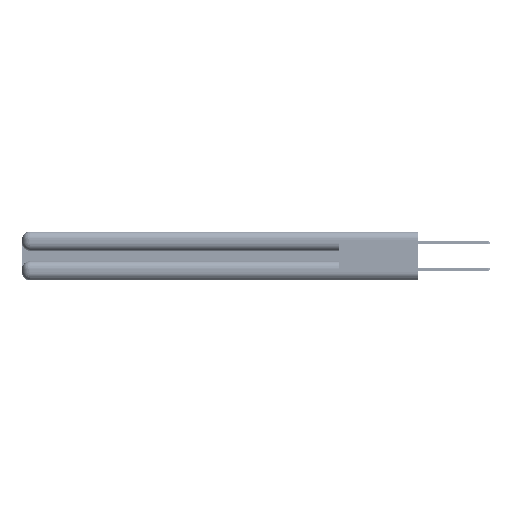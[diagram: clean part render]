
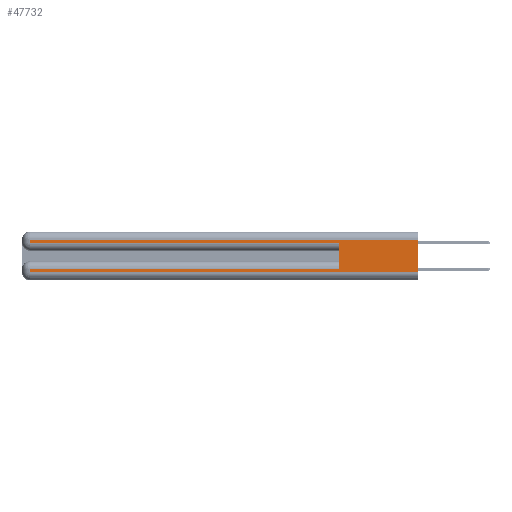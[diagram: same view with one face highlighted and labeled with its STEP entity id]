
A CAD part, left-side view. The second image highlights one B-rep face of the part: STEP entity #47732.
In plain terms, the highlighted planar face has unit normal (-1, 0, 0).
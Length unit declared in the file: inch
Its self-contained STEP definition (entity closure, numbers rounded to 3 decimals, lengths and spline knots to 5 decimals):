
#863 = VECTOR ( 'NONE', #50754, 39.37008 ) ;
#1027 = LINE ( 'NONE', #50807, #24754 ) ;
#1592 = DIRECTION ( 'NONE',  ( 0., -1., 0. ) ) ;
#2145 = PLANE ( 'NONE',  #4316 ) ;
#4258 = LINE ( 'NONE', #26033, #26670 ) ;
#4316 = AXIS2_PLACEMENT_3D ( 'NONE', #6368, #35816, #10599 ) ;
#4607 = VERTEX_POINT ( 'NONE', #18923 ) ;
#5083 = ORIENTED_EDGE ( 'NONE', *, *, #24814, .T. ) ;
#6368 = CARTESIAN_POINT ( 'NONE',  ( 0., 0., 0.37 ) ) ;
#7692 = CARTESIAN_POINT ( 'NONE',  ( 0., 2.94, 0.37 ) ) ;
#7990 = ORIENTED_EDGE ( 'NONE', *, *, #41727, .F. ) ;
#8643 = VERTEX_POINT ( 'NONE', #19200 ) ;
#9049 = VERTEX_POINT ( 'NONE', #52206 ) ;
#10599 = DIRECTION ( 'NONE',  ( 0., 0., -1. ) ) ;
#10946 = VECTOR ( 'NONE', #28876, 39.37008 ) ;
#14809 = EDGE_CURVE ( 'NONE', #24734, #22708, #20868, .T. ) ;
#16878 = CARTESIAN_POINT ( 'NONE',  ( 0., 0., 0.06 ) ) ;
#17328 = EDGE_LOOP ( 'NONE', ( #30498, #22759, #28740, #30369, #7990, #26153, #22861, #5083 ) ) ;
#17708 = VERTEX_POINT ( 'NONE', #46395 ) ;
#17901 = EDGE_CURVE ( 'NONE', #17708, #9049, #4258, .T. ) ;
#17974 = VERTEX_POINT ( 'NONE', #47651 ) ;
#18923 = CARTESIAN_POINT ( 'NONE',  ( 0., 0.6, 0.285 ) ) ;
#19200 = CARTESIAN_POINT ( 'NONE',  ( 0., 2.94, 0.06 ) ) ;
#19205 = LINE ( 'NONE', #46213, #51395 ) ;
#20868 = LINE ( 'NONE', #53965, #10946 ) ;
#22497 = EDGE_CURVE ( 'NONE', #17974, #4607, #34135, .T. ) ;
#22708 = VERTEX_POINT ( 'NONE', #41503 ) ;
#22759 = ORIENTED_EDGE ( 'NONE', *, *, #14809, .T. ) ;
#22861 = ORIENTED_EDGE ( 'NONE', *, *, #42992, .T. ) ;
#23644 = LINE ( 'NONE', #7692, #44637 ) ;
#24734 = VERTEX_POINT ( 'NONE', #29424 ) ;
#24754 = VECTOR ( 'NONE', #29921, 39.37008 ) ;
#24814 = EDGE_CURVE ( 'NONE', #8643, #27832, #30010, .T. ) ;
#26033 = CARTESIAN_POINT ( 'NONE',  ( 0., 0., 0.085 ) ) ;
#26153 = ORIENTED_EDGE ( 'NONE', *, *, #17901, .T. ) ;
#26670 = VECTOR ( 'NONE', #38870, 39.37008 ) ;
#27144 = FACE_OUTER_BOUND ( 'NONE', #17328, .T. ) ;
#27832 = VERTEX_POINT ( 'NONE', #41971 ) ;
#28740 = ORIENTED_EDGE ( 'NONE', *, *, #45529, .T. ) ;
#28876 = DIRECTION ( 'NONE',  ( 0., 1., 0. ) ) ;
#29424 = CARTESIAN_POINT ( 'NONE',  ( 0., 0., 0.31 ) ) ;
#29921 = DIRECTION ( 'NONE',  ( 0., 0., -1. ) ) ;
#30010 = LINE ( 'NONE', #16878, #39826 ) ;
#30369 = ORIENTED_EDGE ( 'NONE', *, *, #22497, .T. ) ;
#30498 = ORIENTED_EDGE ( 'NONE', *, *, #33031, .F. ) ;
#33031 = EDGE_CURVE ( 'NONE', #24734, #27832, #44276, .T. ) ;
#33144 = DIRECTION ( 'NONE',  ( 0., 0., -1. ) ) ;
#34135 = LINE ( 'NONE', #36021, #45258 ) ;
#35816 = DIRECTION ( 'NONE',  ( 1., 0., 0. ) ) ;
#36021 = CARTESIAN_POINT ( 'NONE',  ( 0., 0., 0.285 ) ) ;
#37977 = DIRECTION ( 'NONE',  ( 0., 0., 1. ) ) ;
#38870 = DIRECTION ( 'NONE',  ( 0., 1., 0. ) ) ;
#39826 = VECTOR ( 'NONE', #46605, 39.37008 ) ;
#41503 = CARTESIAN_POINT ( 'NONE',  ( 0., 2.94, 0.31 ) ) ;
#41727 = EDGE_CURVE ( 'NONE', #17708, #4607, #19205, .T. ) ;
#41971 = CARTESIAN_POINT ( 'NONE',  ( 0., 0., 0.06 ) ) ;
#42502 = CARTESIAN_POINT ( 'NONE',  ( 0., 0., 0.37 ) ) ;
#42992 = EDGE_CURVE ( 'NONE', #9049, #8643, #23644, .T. ) ;
#44276 = LINE ( 'NONE', #42502, #863 ) ;
#44637 = VECTOR ( 'NONE', #33144, 39.37008 ) ;
#45258 = VECTOR ( 'NONE', #1592, 39.37008 ) ;
#45529 = EDGE_CURVE ( 'NONE', #22708, #17974, #1027, .T. ) ;
#46213 = CARTESIAN_POINT ( 'NONE',  ( 0., 0.6, 0.145 ) ) ;
#46395 = CARTESIAN_POINT ( 'NONE',  ( 0., 0.6, 0.085 ) ) ;
#46605 = DIRECTION ( 'NONE',  ( 0., -1., 0. ) ) ;
#47651 = CARTESIAN_POINT ( 'NONE',  ( 0., 2.94, 0.285 ) ) ;
#47732 = ADVANCED_FACE ( 'NONE', ( #27144 ), #2145, .F. ) ;
#50754 = DIRECTION ( 'NONE',  ( 0., 0., -1. ) ) ;
#50807 = CARTESIAN_POINT ( 'NONE',  ( 0., 2.94, 0.37 ) ) ;
#51395 = VECTOR ( 'NONE', #37977, 39.37008 ) ;
#52206 = CARTESIAN_POINT ( 'NONE',  ( 0., 2.94, 0.085 ) ) ;
#53965 = CARTESIAN_POINT ( 'NONE',  ( 0., 0., 0.31 ) ) ;
